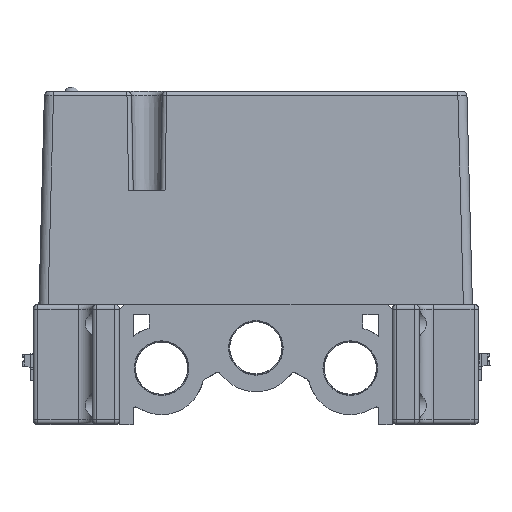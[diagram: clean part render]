
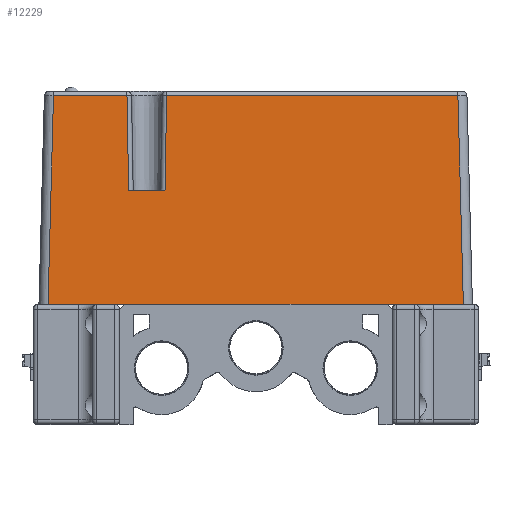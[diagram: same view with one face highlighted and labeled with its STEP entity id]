
A CAD part, front view. The second image highlights one B-rep face of the part: STEP entity #12229.
In plain terms, the highlighted planar face has unit normal (0, -1, 0.026).
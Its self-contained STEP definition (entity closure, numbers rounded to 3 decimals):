
#4962=FACE_OUTER_BOUND('',#30513,.T.);
#12229=ADVANCED_FACE('',(#4962),#19305,.T.);
#19305=PLANE('',#154172);
#30513=EDGE_LOOP('',(#51182,#51183,#51184,#51185,#51186,#51187,#51188,#51189,
#51190,#51191));
#51182=ORIENTED_EDGE('',*,*,#102404,.T.);
#51183=ORIENTED_EDGE('',*,*,#102405,.T.);
#51184=ORIENTED_EDGE('',*,*,#102406,.F.);
#51185=ORIENTED_EDGE('',*,*,#102407,.T.);
#51186=ORIENTED_EDGE('',*,*,#102408,.T.);
#51187=ORIENTED_EDGE('',*,*,#102409,.T.);
#51188=ORIENTED_EDGE('',*,*,#102410,.T.);
#51189=ORIENTED_EDGE('',*,*,#101962,.T.);
#51190=ORIENTED_EDGE('',*,*,#96057,.T.);
#51191=ORIENTED_EDGE('',*,*,#102411,.T.);
#81568=VERTEX_POINT('',#204232);
#81569=VERTEX_POINT('',#204234);
#85458=VERTEX_POINT('',#218416);
#85866=VERTEX_POINT('',#219313);
#85867=VERTEX_POINT('',#219314);
#85868=VERTEX_POINT('',#219316);
#85869=VERTEX_POINT('',#219318);
#85870=VERTEX_POINT('',#219320);
#85871=VERTEX_POINT('',#219322);
#85872=VERTEX_POINT('',#219324);
#96057=EDGE_CURVE('',#81569,#81568,#117421,.T.);
#101962=EDGE_CURVE('',#85458,#81569,#122173,.T.);
#102404=EDGE_CURVE('',#85866,#85867,#122505,.T.);
#102405=EDGE_CURVE('',#85867,#85868,#122506,.T.);
#102406=EDGE_CURVE('',#85869,#85868,#122507,.T.);
#102407=EDGE_CURVE('',#85869,#85870,#122508,.T.);
#102408=EDGE_CURVE('',#85870,#85871,#122509,.T.);
#102409=EDGE_CURVE('',#85871,#85872,#122510,.T.);
#102410=EDGE_CURVE('',#85872,#85458,#122511,.T.);
#102411=EDGE_CURVE('',#81568,#85866,#122512,.T.);
#117421=LINE('',#204233,#133995);
#122173=LINE('',#218415,#138747);
#122505=LINE('',#219312,#139079);
#122506=LINE('',#219315,#139080);
#122507=LINE('',#219317,#139081);
#122508=LINE('',#219319,#139082);
#122509=LINE('',#219321,#139083);
#122510=LINE('',#219323,#139084);
#122511=LINE('',#219325,#139085);
#122512=LINE('',#219326,#139086);
#133995=VECTOR('',#162982,1.);
#138747=VECTOR('',#173744,1.);
#139079=VECTOR('',#174390,1.);
#139080=VECTOR('',#174391,1.);
#139081=VECTOR('',#174392,1.);
#139082=VECTOR('',#174393,1.);
#139083=VECTOR('',#174394,1.);
#139084=VECTOR('',#174395,1.);
#139085=VECTOR('',#174396,1.);
#139086=VECTOR('',#174397,1.);
#154172=AXIS2_PLACEMENT_3D('',#219327,#174398,#174399);
#162982=DIRECTION('',(1.,0.,0.));
#173744=DIRECTION('',(1.,0.,0.));
#174390=DIRECTION('',(-1.,0.,0.));
#174391=DIRECTION('',(-0.017,-0.026,-1.));
#174392=DIRECTION('',(1.,0.,0.));
#174393=DIRECTION('',(-0.017,0.026,1.));
#174394=DIRECTION('',(-1.,0.,0.));
#174395=DIRECTION('',(-0.026,-0.026,-0.999));
#174396=DIRECTION('',(1.,0.,0.));
#174397=DIRECTION('',(-0.026,0.026,0.999));
#174398=DIRECTION('',(0.,-1.,0.026));
#174399=DIRECTION('',(0.,-0.026,-1.));
#204232=CARTESIAN_POINT('',(595.686,-1316.826,-0.1));
#204233=CARTESIAN_POINT('',(580.05,-1316.826,-0.1));
#204234=CARTESIAN_POINT('',(581.05,-1316.826,-0.1));
#218415=CARTESIAN_POINT('',(580.05,-1316.826,-0.1));
#218416=CARTESIAN_POINT('',(519.05,-1316.826,-0.1));
#219312=CARTESIAN_POINT('',(529.05,-1315.624,45.826));
#219313=CARTESIAN_POINT('',(594.484,-1315.624,45.826));
#219314=CARTESIAN_POINT('',(530.415,-1315.624,45.826));
#219315=CARTESIAN_POINT('',(530.049,-1316.172,24.883));
#219316=CARTESIAN_POINT('',(530.05,-1316.172,24.9));
#219317=CARTESIAN_POINT('',(526.05,-1316.172,24.9));
#219318=CARTESIAN_POINT('',(522.05,-1316.172,24.9));
#219319=CARTESIAN_POINT('',(521.685,-1315.624,45.809));
#219320=CARTESIAN_POINT('',(521.685,-1315.624,45.826));
#219321=CARTESIAN_POINT('',(505.542,-1315.624,45.826));
#219322=CARTESIAN_POINT('',(505.516,-1315.624,45.826));
#219323=CARTESIAN_POINT('',(504.345,-1316.795,1.095));
#219324=CARTESIAN_POINT('',(504.314,-1316.826,-0.1));
#219325=CARTESIAN_POINT('',(580.05,-1316.826,-0.1));
#219326=CARTESIAN_POINT('',(595.655,-1316.795,1.095));
#219327=CARTESIAN_POINT('',(550.,-1316.826,-0.1));
